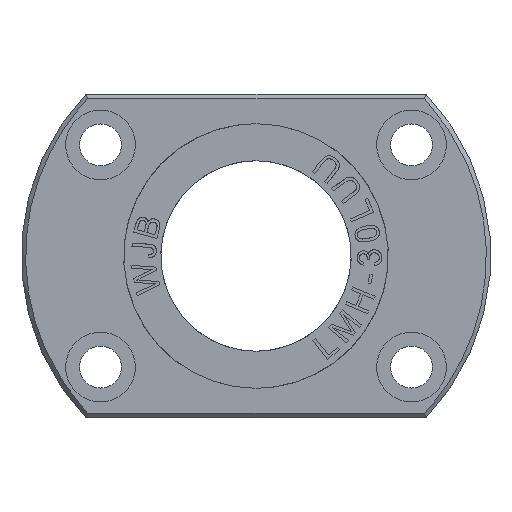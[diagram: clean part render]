
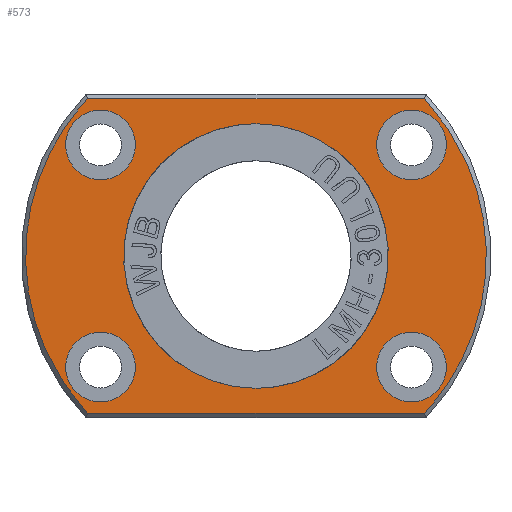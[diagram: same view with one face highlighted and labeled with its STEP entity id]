
A CAD part, left-side view. The second image highlights one B-rep face of the part: STEP entity #573.
In plain terms, the highlighted planar face has unit normal (-1, 0, 0).
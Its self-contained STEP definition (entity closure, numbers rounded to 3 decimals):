
#573=ADVANCED_FACE('',(#1279,#1280,#1281,#1282,#1283,#1284),#927,.T.);
#927=PLANE('',#6560);
#1180=CIRCLE('',#6556,5.5);
#1181=CIRCLE('',#6557,5.5);
#1182=CIRCLE('',#6558,5.5);
#1183=CIRCLE('',#6559,5.5);
#1279=FACE_BOUND('',#1384,.T.);
#1280=FACE_BOUND('',#1385,.T.);
#1281=FACE_BOUND('',#1386,.T.);
#1282=FACE_BOUND('',#1387,.T.);
#1283=FACE_BOUND('',#1388,.T.);
#1284=FACE_BOUND('',#1389,.T.);
#1384=EDGE_LOOP('',(#3049));
#1385=EDGE_LOOP('',(#3050));
#1386=EDGE_LOOP('',(#3051,#3052));
#1387=EDGE_LOOP('',(#3053,#3054,#3055,#3056));
#1388=EDGE_LOOP('',(#3057));
#1389=EDGE_LOOP('',(#3058));
#3049=ORIENTED_EDGE('',*,*,#5449,.F.);
#3050=ORIENTED_EDGE('',*,*,#5450,.F.);
#3051=ORIENTED_EDGE('',*,*,#5451,.T.);
#3052=ORIENTED_EDGE('',*,*,#5452,.T.);
#3053=ORIENTED_EDGE('',*,*,#5453,.F.);
#3054=ORIENTED_EDGE('',*,*,#5454,.F.);
#3055=ORIENTED_EDGE('',*,*,#5455,.F.);
#3056=ORIENTED_EDGE('',*,*,#5456,.F.);
#3057=ORIENTED_EDGE('',*,*,#5457,.F.);
#3058=ORIENTED_EDGE('',*,*,#5458,.F.);
#4840=VERTEX_POINT('',#9835);
#4841=VERTEX_POINT('',#9837);
#4842=VERTEX_POINT('',#9848);
#4843=VERTEX_POINT('',#9849);
#4844=VERTEX_POINT('',#9870);
#4845=VERTEX_POINT('',#9871);
#4846=VERTEX_POINT('',#9876);
#4847=VERTEX_POINT('',#9887);
#4848=VERTEX_POINT('',#9893);
#4849=VERTEX_POINT('',#9895);
#5449=EDGE_CURVE('',#4840,#4840,#1180,.T.);
#5450=EDGE_CURVE('',#4841,#4841,#1181,.T.);
#5451=EDGE_CURVE('',#4842,#4843,#6162,.T.);
#5452=EDGE_CURVE('',#4843,#4842,#6163,.T.);
#5453=EDGE_CURVE('',#4844,#4845,#6164,.T.);
#5454=EDGE_CURVE('',#4846,#4844,#6165,.T.);
#5455=EDGE_CURVE('',#4847,#4846,#6166,.T.);
#5456=EDGE_CURVE('',#4845,#4847,#6167,.T.);
#5457=EDGE_CURVE('',#4848,#4848,#1182,.T.);
#5458=EDGE_CURVE('',#4849,#4849,#1183,.T.);
#6162=B_SPLINE_CURVE_WITH_KNOTS('',3,(#9838,#9839,#9840,#9841,#9842,#9843,
#9844,#9845,#9846,#9847),.UNSPECIFIED.,.F.,.F.,(4,2,2,2,4),(0.,0.25,0.5,
0.75,1.),.UNSPECIFIED.);
#6163=B_SPLINE_CURVE_WITH_KNOTS('',3,(#9850,#9851,#9852,#9853,#9854,#9855,
#9856,#9857,#9858,#9859),.UNSPECIFIED.,.F.,.F.,(4,2,2,2,4),(0.,0.25,0.5,
0.75,1.),.UNSPECIFIED.);
#6164=B_SPLINE_CURVE_WITH_KNOTS('',3,(#9860,#9861,#9862,#9863,#9864,#9865,
#9866,#9867,#9868,#9869),.UNSPECIFIED.,.F.,.F.,(4,2,2,2,4),(0.,0.25,0.5,
0.75,1.),.UNSPECIFIED.);
#6165=B_SPLINE_CURVE_WITH_KNOTS('',3,(#9872,#9873,#9874,#9875),.UNSPECIFIED.,
 .F.,.F.,(4,4),(0.,1.),.UNSPECIFIED.);
#6166=B_SPLINE_CURVE_WITH_KNOTS('',3,(#9877,#9878,#9879,#9880,#9881,#9882,
#9883,#9884,#9885,#9886),.UNSPECIFIED.,.F.,.F.,(4,2,2,2,4),(0.,0.25,0.5,
0.75,1.),.UNSPECIFIED.);
#6167=B_SPLINE_CURVE_WITH_KNOTS('',3,(#9888,#9889,#9890,#9891),.UNSPECIFIED.,
 .F.,.F.,(4,4),(0.,1.),.UNSPECIFIED.);
#6556=AXIS2_PLACEMENT_3D('',#9834,#7103,#7104);
#6557=AXIS2_PLACEMENT_3D('',#9836,#7105,#7106);
#6558=AXIS2_PLACEMENT_3D('',#9892,#7107,#7108);
#6559=AXIS2_PLACEMENT_3D('',#9894,#7109,#7110);
#6560=AXIS2_PLACEMENT_3D('',#9896,#7111,#7112);
#7103=DIRECTION('',(-1.,0.,0.));
#7104=DIRECTION('',(0.,0.,1.));
#7105=DIRECTION('',(-1.,0.,0.));
#7106=DIRECTION('',(0.,0.,1.));
#7107=DIRECTION('',(-1.,0.,0.));
#7108=DIRECTION('',(0.,0.,1.));
#7109=DIRECTION('',(-1.,0.,0.));
#7110=DIRECTION('',(0.,0.,1.));
#7111=DIRECTION('',(-1.,0.,0.));
#7112=DIRECTION('',(0.,0.,1.));
#9834=CARTESIAN_POINT('',(0.,24.5,17.5));
#9835=CARTESIAN_POINT('',(0.,24.5,23.));
#9836=CARTESIAN_POINT('',(0.,24.5,-17.5));
#9837=CARTESIAN_POINT('',(0.,24.5,-12.));
#9838=CARTESIAN_POINT('',(0.,0.,-20.85));
#9839=CARTESIAN_POINT('',(0.,5.477,-20.85));
#9840=CARTESIAN_POINT('',(0.,10.872,-18.614));
#9841=CARTESIAN_POINT('',(0.,18.614,-10.872));
#9842=CARTESIAN_POINT('',(0.,20.85,-5.475));
#9843=CARTESIAN_POINT('',(0.,20.85,5.475));
#9844=CARTESIAN_POINT('',(0.,18.614,10.872));
#9845=CARTESIAN_POINT('',(0.,10.872,18.614));
#9846=CARTESIAN_POINT('',(0.,5.478,20.85));
#9847=CARTESIAN_POINT('',(0.,0.,20.85));
#9848=CARTESIAN_POINT('',(0.,0.,-20.85));
#9849=CARTESIAN_POINT('',(0.,0.,20.85));
#9850=CARTESIAN_POINT('',(0.,0.,20.85));
#9851=CARTESIAN_POINT('',(0.,-5.477,20.85));
#9852=CARTESIAN_POINT('',(0.,-10.872,18.614));
#9853=CARTESIAN_POINT('',(0.,-18.614,10.872));
#9854=CARTESIAN_POINT('',(0.,-20.85,5.475));
#9855=CARTESIAN_POINT('',(0.,-20.85,-5.475));
#9856=CARTESIAN_POINT('',(0.,-18.614,-10.872));
#9857=CARTESIAN_POINT('',(0.,-10.872,-18.614));
#9858=CARTESIAN_POINT('',(0.,-5.478,-20.85));
#9859=CARTESIAN_POINT('',(0.,0.,-20.85));
#9860=CARTESIAN_POINT('',(0.,-26.508,24.8));
#9861=CARTESIAN_POINT('',(0.,-29.616,21.477));
#9862=CARTESIAN_POINT('',(0.,-32.092,17.564));
#9863=CARTESIAN_POINT('',(0.,-35.434,9.099));
#9864=CARTESIAN_POINT('',(0.,-36.3,4.55));
#9865=CARTESIAN_POINT('',(0.,-36.3,-4.55));
#9866=CARTESIAN_POINT('',(0.,-35.434,-9.099));
#9867=CARTESIAN_POINT('',(0.,-32.092,-17.564));
#9868=CARTESIAN_POINT('',(0.,-29.616,-21.477));
#9869=CARTESIAN_POINT('',(0.,-26.508,-24.8));
#9870=CARTESIAN_POINT('',(0.,-26.508,24.8));
#9871=CARTESIAN_POINT('',(0.,-26.508,-24.8));
#9872=CARTESIAN_POINT('',(0.,26.508,24.8));
#9873=CARTESIAN_POINT('',(0.,8.836,24.8));
#9874=CARTESIAN_POINT('',(0.,-8.836,24.8));
#9875=CARTESIAN_POINT('',(0.,-26.508,24.8));
#9876=CARTESIAN_POINT('',(0.,26.508,24.8));
#9877=CARTESIAN_POINT('',(0.,26.508,-24.8));
#9878=CARTESIAN_POINT('',(0.,29.616,-21.477));
#9879=CARTESIAN_POINT('',(0.,32.092,-17.564));
#9880=CARTESIAN_POINT('',(0.,35.434,-9.099));
#9881=CARTESIAN_POINT('',(0.,36.3,-4.55));
#9882=CARTESIAN_POINT('',(0.,36.3,4.55));
#9883=CARTESIAN_POINT('',(0.,35.434,9.099));
#9884=CARTESIAN_POINT('',(0.,32.092,17.564));
#9885=CARTESIAN_POINT('',(0.,29.616,21.477));
#9886=CARTESIAN_POINT('',(0.,26.508,24.8));
#9887=CARTESIAN_POINT('',(0.,26.508,-24.8));
#9888=CARTESIAN_POINT('',(0.,-26.508,-24.8));
#9889=CARTESIAN_POINT('',(0.,-8.836,-24.8));
#9890=CARTESIAN_POINT('',(0.,8.836,-24.8));
#9891=CARTESIAN_POINT('',(0.,26.508,-24.8));
#9892=CARTESIAN_POINT('',(0.,-24.5,-17.5));
#9893=CARTESIAN_POINT('',(0.,-24.5,-12.));
#9894=CARTESIAN_POINT('',(0.,-24.5,17.5));
#9895=CARTESIAN_POINT('',(0.,-24.5,23.));
#9896=CARTESIAN_POINT('',(0.,-37.026,-36.3));
